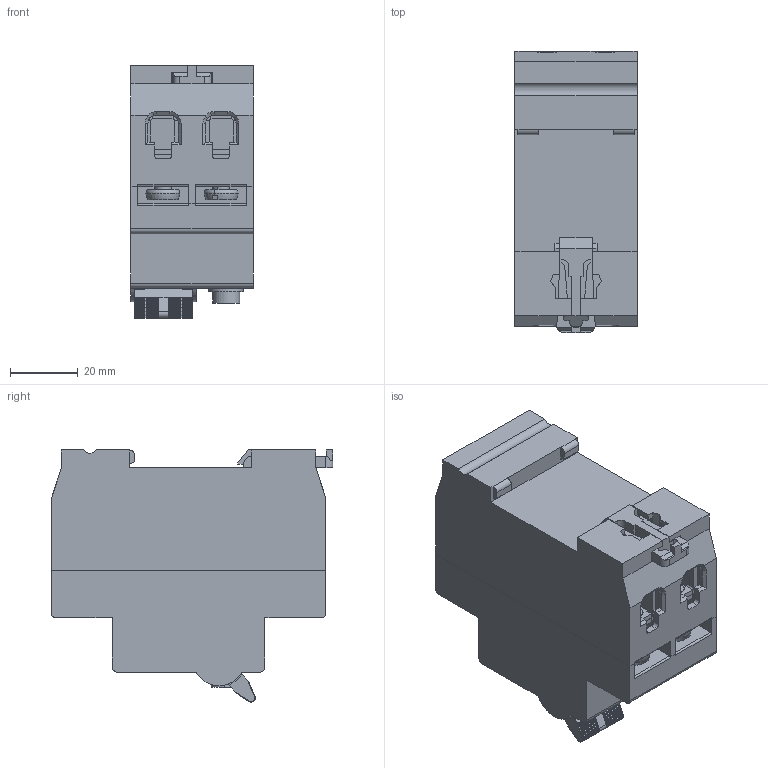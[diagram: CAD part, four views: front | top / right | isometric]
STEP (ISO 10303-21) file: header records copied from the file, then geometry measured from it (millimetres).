
FILE_DESCRIPTION (( 'STEP AP214' ), '1' );
FILE_NAME ('2騶薩1-63.STEP', '2014-06-10T08:18:39', ( '1' ), ( 'keaz' ), 'SwSTEP 2.0', 'SolidWorks 2007', '' );
FILE_SCHEMA (( 'AUTOMOTIVE_DESIGN' ));
Length unit declared in the file: millimetre
Products named in the file (7): êíîïêà_Ïî óìîë÷àíèþ; çàù¸ëêà_ñòàðàÿ_äëÿ ñáîðêè; 暑腩潢郷闷仁.745418.015; 妈眚_闷仁.758151.057; Êîðïóñ 2õ_Ïî óìîë÷àíèþ; 2騶薩1-63; Ðó÷êà_Ïî óìîë÷àíèþ
Assembly tree (12 placements, depth 2):
  2騶薩1-63
    暑腩潢郷闷仁.745418.015  x4
    妈眚_闷仁.758151.057  x4
    çàù¸ëêà_ñòàðàÿ_äëÿ ñáîðêè
    Ðó÷êà_Ïî óìîë÷àíèþ
    Êîðïóñ 2õ_Ïî óìîë÷àíèþ
    êíîïêà_Ïî óìîë÷àíèþ
Bounding box: 36 x 83 x 74.33 mm (x, y, z)
Volume: 137861.5 mm3; surface area: 38174.9 mm2
Topology: 12 solids, 12 shells, 1237 faces, 3393 edges, 2169 vertices
Faces by surface type: plane 851, cylinder 352, torus 16, bspline 10, cone 8
Entity records: 25323 total; most frequent: CARTESIAN_POINT 4958, ORIENTED_EDGE 4290, DIRECTION 4220, EDGE_CURVE 2145, VECTOR 1452, LINE 1452, VERTEX_POINT 1395, AXIS2_PLACEMENT_3D 1384
